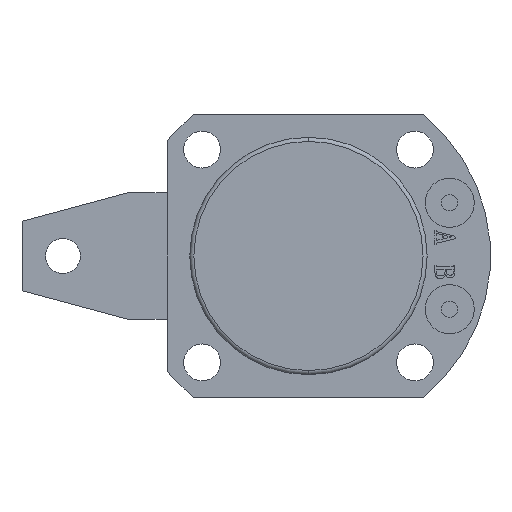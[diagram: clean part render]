
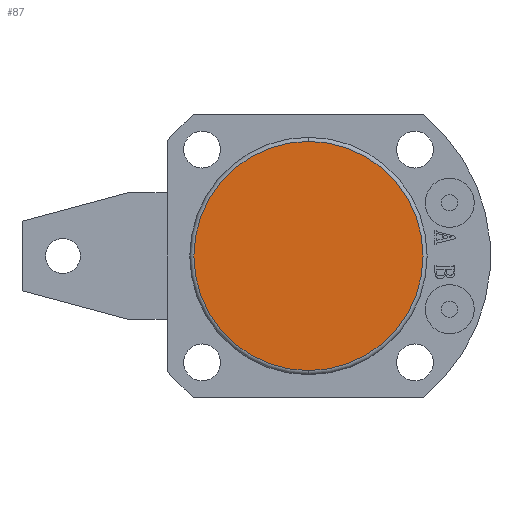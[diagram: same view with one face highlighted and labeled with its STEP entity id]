
A CAD part, front view. The second image highlights one B-rep face of the part: STEP entity #87.
In plain terms, the highlighted planar face has unit normal (0, -1, 0).
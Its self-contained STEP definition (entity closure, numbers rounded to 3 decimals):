
#87 = ADVANCED_FACE ( 'NONE', ( #796 ), #2354, .F. ) ;
#288 = ORIENTED_EDGE ( 'NONE', *, *, #1703, .T. ) ;
#289 = ORIENTED_EDGE ( 'NONE', *, *, #1597, .T. ) ;
#796 = FACE_OUTER_BOUND ( 'NONE', #5842, .T. ) ;
#1323 = VERTEX_POINT ( 'NONE', #4339 ) ;
#1324 = VERTEX_POINT ( 'NONE', #4340 ) ;
#1597 = EDGE_CURVE ( 'NONE', #1324, #1323, #3252, .T. ) ;
#1703 = EDGE_CURVE ( 'NONE', #1323, #1324, #4912, .T. ) ;
#2344 = CARTESIAN_POINT ( 'NONE',  ( 0., 0., 0. ) ) ;
#2354 = PLANE ( 'NONE',  #2438 ) ;
#2360 = DIRECTION ( 'NONE',  ( 0., 1., 0. ) ) ;
#2361 = DIRECTION ( 'NONE',  ( 0., 0., 1. ) ) ;
#2438 = AXIS2_PLACEMENT_3D ( 'NONE', #2344, #2360, #2361 ) ;
#2599 = AXIS2_PLACEMENT_3D ( 'NONE', #4579, #4580, #4581 ) ;
#2641 = AXIS2_PLACEMENT_3D ( 'NONE', #5177, #5178, #5179 ) ;
#3252 = CIRCLE ( 'NONE', #2599, 28. ) ;
#4339 = CARTESIAN_POINT ( 'NONE',  ( 0., 0., 28. ) ) ;
#4340 = CARTESIAN_POINT ( 'NONE',  ( 0., 0., -28. ) ) ;
#4579 = CARTESIAN_POINT ( 'NONE',  ( 0., 0., 0. ) ) ;
#4580 = DIRECTION ( 'NONE',  ( 0., -1., 0. ) ) ;
#4581 = DIRECTION ( 'NONE',  ( 0., 0., 1. ) ) ;
#4912 = CIRCLE ( 'NONE', #2641, 28. ) ;
#5177 = CARTESIAN_POINT ( 'NONE',  ( 0., 0., 0. ) ) ;
#5178 = DIRECTION ( 'NONE',  ( 0., -1., 0. ) ) ;
#5179 = DIRECTION ( 'NONE',  ( 0., 0., 1. ) ) ;
#5842 = EDGE_LOOP ( 'NONE', ( #288, #289 ) ) ;
